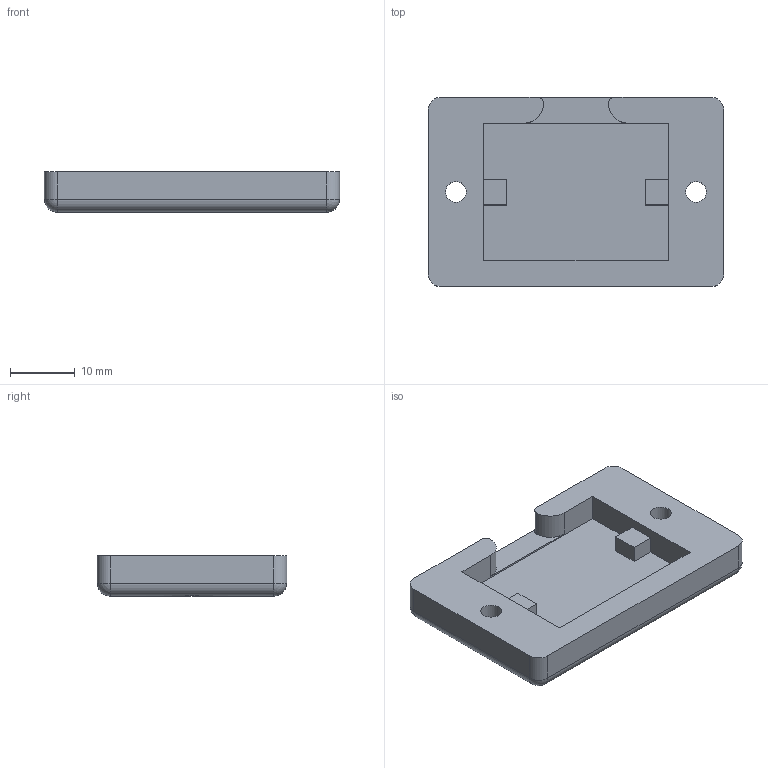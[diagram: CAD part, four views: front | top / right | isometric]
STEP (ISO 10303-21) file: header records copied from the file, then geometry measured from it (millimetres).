
FILE_DESCRIPTION(/* description */ (''),/* implementation_level */ '2;1');
FILE_NAME(/* name */ 'Top57mmTrackball v18 - Back.step',/* time_stamp */ '2023-03-12T14:20:24-04:00',/* author */ (''),/* organization */ (''),/* preprocessor_version */ 'ST-DEVELOPER v19.2',/* originating_system */ 'Autodesk Translation Framework v11.17.0.187',/* authorisation */ '');
FILE_SCHEMA (('AUTOMOTIVE_DESIGN { 1 0 10303 214 3 1 1 }'));
Length unit declared in the file: millimetre
Products named in the file (2): Top57mmTrackball v18 - Back; Top57mmTrackball v18 - Back_1
Assembly tree (1 placements, depth 2):
  Top57mmTrackball v18 - Back
    Top57mmTrackball v18 - Back_1
Bounding box: 45.5 x 29.2 x 6.2 mm (x, y, z)
Volume: 5332.5 mm3; surface area: 3903.4 mm2
Topology: 1 solids, 1 shells, 40 faces, 106 edges, 66 vertices
Faces by surface type: plane 20, cylinder 14, sphere 4, cone 2
Full cylindrical faces by diameter (mm): 3.2 x2
Entity records: 1319 total; most frequent: CARTESIAN_POINT 243, DIRECTION 220, ORIENTED_EDGE 212, EDGE_CURVE 106, AXIS2_PLACEMENT_3D 74, LINE 72, VECTOR 72, VERTEX_POINT 66
